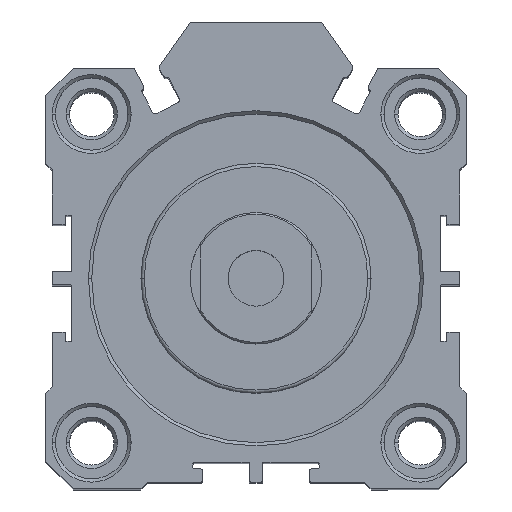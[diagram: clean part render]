
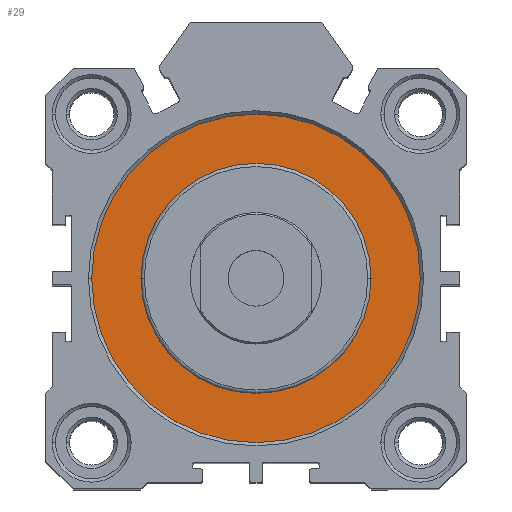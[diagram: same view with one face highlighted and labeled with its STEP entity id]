
A CAD part, top view. The second image highlights one B-rep face of the part: STEP entity #29.
In plain terms, the highlighted planar face has unit normal (0, 0, 1).
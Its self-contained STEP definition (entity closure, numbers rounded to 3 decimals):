
#29 = ADVANCED_FACE ( 'NONE', ( #1757, #96 ), #7032, .T. ) ;
#96 = FACE_OUTER_BOUND ( 'NONE', #308, .T. ) ;
#308 = EDGE_LOOP ( 'NONE', ( #6600, #2528 ) ) ;
#425 = CARTESIAN_POINT ( 'NONE',  ( -17.5, 0., 53.75 ) ) ;
#459 = DIRECTION ( 'NONE',  ( 1., 0., 0. ) ) ;
#587 = AXIS2_PLACEMENT_3D ( 'NONE', #6903, #3215, #7526 ) ;
#613 = EDGE_CURVE ( 'NONE', #1690, #7094, #7367, .T. ) ;
#635 = EDGE_CURVE ( 'NONE', #6958, #4121, #4091, .T. ) ;
#726 = AXIS2_PLACEMENT_3D ( 'NONE', #7654, #5193, #1479 ) ;
#800 = ORIENTED_EDGE ( 'NONE', *, *, #613, .F. ) ;
#1479 = DIRECTION ( 'NONE',  ( 1., 0., 0. ) ) ;
#1554 = DIRECTION ( 'NONE',  ( 0., 0., 1. ) ) ;
#1690 = VERTEX_POINT ( 'NONE', #425 ) ;
#1732 = CARTESIAN_POINT ( 'NONE',  ( 0., 0., 53.75 ) ) ;
#1757 = FACE_BOUND ( 'NONE', #3234, .T. ) ;
#2371 = DIRECTION ( 'NONE',  ( 1., 0., 0. ) ) ;
#2521 = AXIS2_PLACEMENT_3D ( 'NONE', #7871, #4180, #459 ) ;
#2528 = ORIENTED_EDGE ( 'NONE', *, *, #635, .T. ) ;
#3080 = ORIENTED_EDGE ( 'NONE', *, *, #3125, .F. ) ;
#3125 = EDGE_CURVE ( 'NONE', #7094, #1690, #4334, .T. ) ;
#3215 = DIRECTION ( 'NONE',  ( 0., 0., 1. ) ) ;
#3234 = EDGE_LOOP ( 'NONE', ( #800, #3080 ) ) ;
#4091 = CIRCLE ( 'NONE', #4178, 25. ) ;
#4121 = VERTEX_POINT ( 'NONE', #5174 ) ;
#4178 = AXIS2_PLACEMENT_3D ( 'NONE', #1732, #6061, #2371 ) ;
#4180 = DIRECTION ( 'NONE',  ( 0., 0., 1. ) ) ;
#4301 = AXIS2_PLACEMENT_3D ( 'NONE', #5269, #1554, #5893 ) ;
#4334 = CIRCLE ( 'NONE', #587, 17.5 ) ;
#5174 = CARTESIAN_POINT ( 'NONE',  ( 25., 0., 53.75 ) ) ;
#5193 = DIRECTION ( 'NONE',  ( 0., 0., 1. ) ) ;
#5269 = CARTESIAN_POINT ( 'NONE',  ( 0., 0., 53.75 ) ) ;
#5803 = EDGE_CURVE ( 'NONE', #4121, #6958, #6176, .T. ) ;
#5823 = CARTESIAN_POINT ( 'NONE',  ( -25., 0., 53.75 ) ) ;
#5893 = DIRECTION ( 'NONE',  ( 1., 0., 0. ) ) ;
#6061 = DIRECTION ( 'NONE',  ( 0., 0., 1. ) ) ;
#6096 = CARTESIAN_POINT ( 'NONE',  ( 17.5, 0., 53.75 ) ) ;
#6176 = CIRCLE ( 'NONE', #4301, 25. ) ;
#6600 = ORIENTED_EDGE ( 'NONE', *, *, #5803, .T. ) ;
#6903 = CARTESIAN_POINT ( 'NONE',  ( 0., 0., 53.75 ) ) ;
#6958 = VERTEX_POINT ( 'NONE', #5823 ) ;
#7032 = PLANE ( 'NONE',  #726 ) ;
#7094 = VERTEX_POINT ( 'NONE', #6096 ) ;
#7367 = CIRCLE ( 'NONE', #2521, 17.5 ) ;
#7526 = DIRECTION ( 'NONE',  ( 1., 0., 0. ) ) ;
#7654 = CARTESIAN_POINT ( 'NONE',  ( 0., 0., 53.75 ) ) ;
#7871 = CARTESIAN_POINT ( 'NONE',  ( 0., 0., 53.75 ) ) ;
